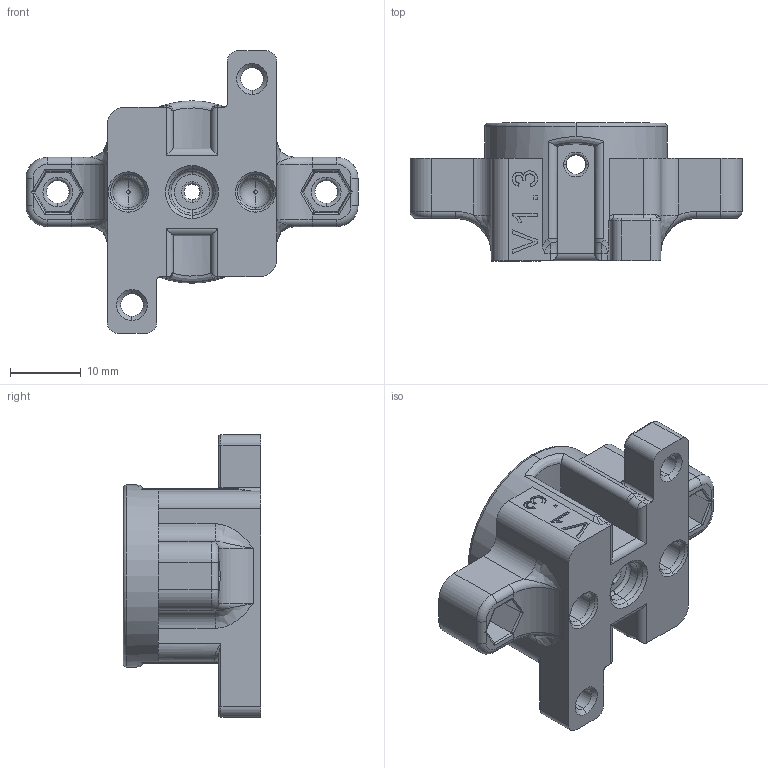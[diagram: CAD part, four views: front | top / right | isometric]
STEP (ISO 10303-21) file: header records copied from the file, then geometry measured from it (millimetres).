
FILE_DESCRIPTION (( 'STEP AP214' ), '1' );
FILE_NAME ('Mouse_Poke_Round_V1_3.STEP', '2024-05-23T13:10:22', ( '' ), ( '' ), 'SwSTEP 2.0', 'SolidWorks 2023', '' );
FILE_SCHEMA (( 'AUTOMOTIVE_DESIGN' ));
Length unit declared in the file: millimetre
Products named in the file (1): Mouse_Poke_Round_V1_3
Bounding box: 47 x 19.5 x 40 mm (x, y, z)
Volume: 10369.3 mm3; surface area: 5474.3 mm2
Topology: 1 solids, 1 shells, 307 faces, 755 edges, 452 vertices
Faces by surface type: cylinder 102, plane 89, torus 58, bspline 46, cone 12
Entity records: 10952 total; most frequent: CARTESIAN_POINT 4047, ORIENTED_EDGE 1498, DIRECTION 1371, EDGE_CURVE 749, AXIS2_PLACEMENT_3D 512, VERTEX_POINT 452, VECTOR 347, LINE 347
